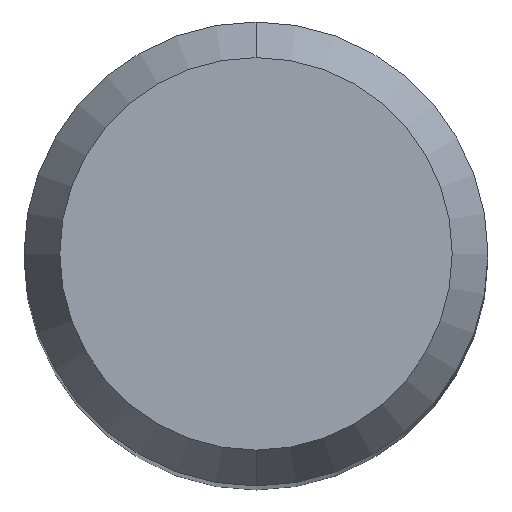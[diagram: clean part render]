
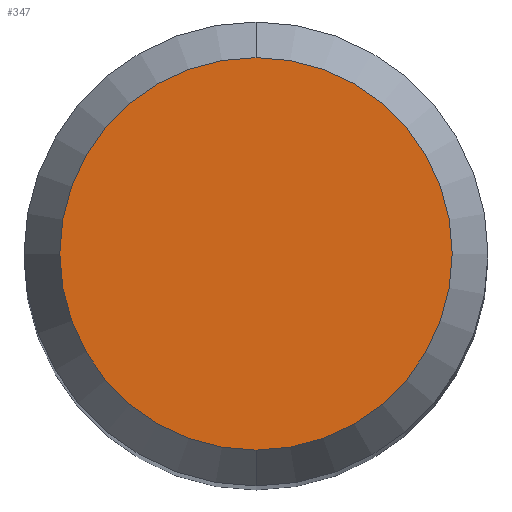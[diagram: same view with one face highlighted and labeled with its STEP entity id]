
A CAD part, top view. The second image highlights one B-rep face of the part: STEP entity #347.
In plain terms, the highlighted planar face has unit normal (0, 0, 1).
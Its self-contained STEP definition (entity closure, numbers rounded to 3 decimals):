
#267=VERTEX_POINT('',#552);
#343=EDGE_CURVE('',#371,#267,#637,.T.);
#347=ADVANCED_FACE('',(#641),#642,.T.);
#371=VERTEX_POINT('',#667);
#413=EDGE_CURVE('',#267,#371,#714,.T.);
#552=CARTESIAN_POINT('',(0.0,2.538,29.87));
#637=CIRCLE('',#1196,2.538);
#641=FACE_OUTER_BOUND('',#1199,.T.);
#642=PLANE('',#1200);
#667=CARTESIAN_POINT('',(0.,-2.538,29.87));
#714=CIRCLE('',#1333,2.538);
#1196=AXIS2_PLACEMENT_3D('',#1563,#1564,#1565);
#1199=EDGE_LOOP('',(#1568,#1569));
#1200=AXIS2_PLACEMENT_3D('',#1570,#1571,#1572);
#1333=AXIS2_PLACEMENT_3D('',#1647,#1648,#1649);
#1563=CARTESIAN_POINT('',(0.0,0.0,29.87));
#1564=DIRECTION('',(0.0,0.0,-1.0));
#1565=DIRECTION('',(0.0,1.0,0.0));
#1568=ORIENTED_EDGE('',*,*,#413,.F.);
#1569=ORIENTED_EDGE('',*,*,#343,.F.);
#1570=CARTESIAN_POINT('',(0.0,1.269,29.87));
#1571=DIRECTION('',(-0.0,0.0,1.0));
#1572=DIRECTION('',(0.0,-1.0,0.0));
#1647=CARTESIAN_POINT('',(0.0,0.0,29.87));
#1648=DIRECTION('',(0.0,0.0,-1.0));
#1649=DIRECTION('',(0.0,1.0,0.0));
